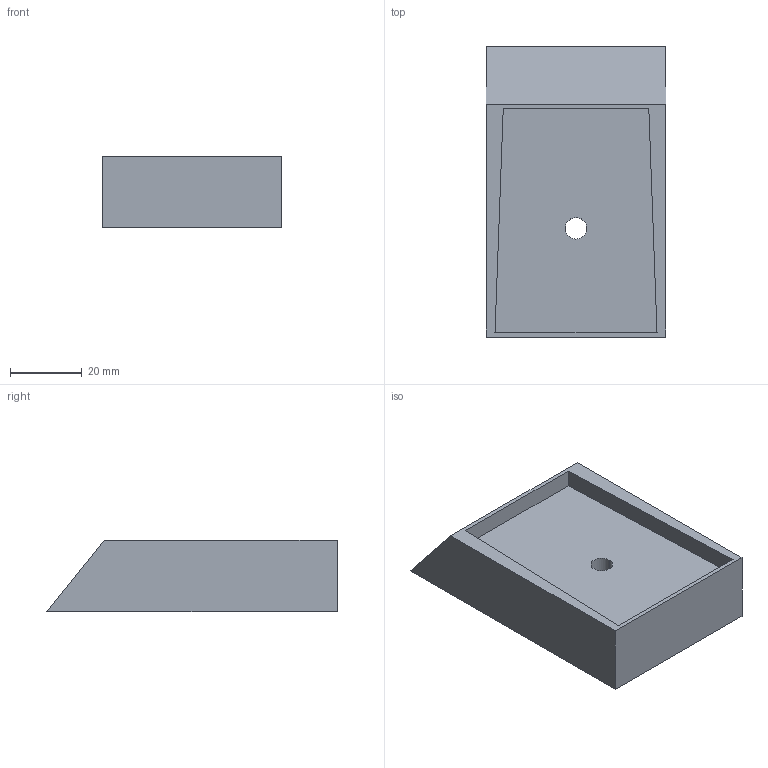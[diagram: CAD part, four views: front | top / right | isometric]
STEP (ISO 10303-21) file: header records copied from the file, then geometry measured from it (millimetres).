
FILE_DESCRIPTION (( 'STEP AP203' ), '1' );
FILE_NAME ('part_2_webcam_mount.STEP', '2023-06-23T05:14:47', ( '' ), ( '' ), 'SwSTEP 2.0', 'SolidWorks 2022', '' );
FILE_SCHEMA (( 'CONFIG_CONTROL_DESIGN' ));
Length unit declared in the file: millimetre
Products named in the file (1): part_2_webcam_mount
Bounding box: 50 x 81 x 20 mm (x, y, z)
Volume: 57058.6 mm3; surface area: 14578 mm2
Topology: 1 solids, 1 shells, 39 faces, 90 edges, 58 vertices
Faces by surface type: plane 27, cylinder 12
Entity records: 1187 total; most frequent: DIRECTION 200, CARTESIAN_POINT 188, ORIENTED_EDGE 180, EDGE_CURVE 90, AXIS2_PLACEMENT_3D 70, VECTOR 60, LINE 60, VERTEX_POINT 58
